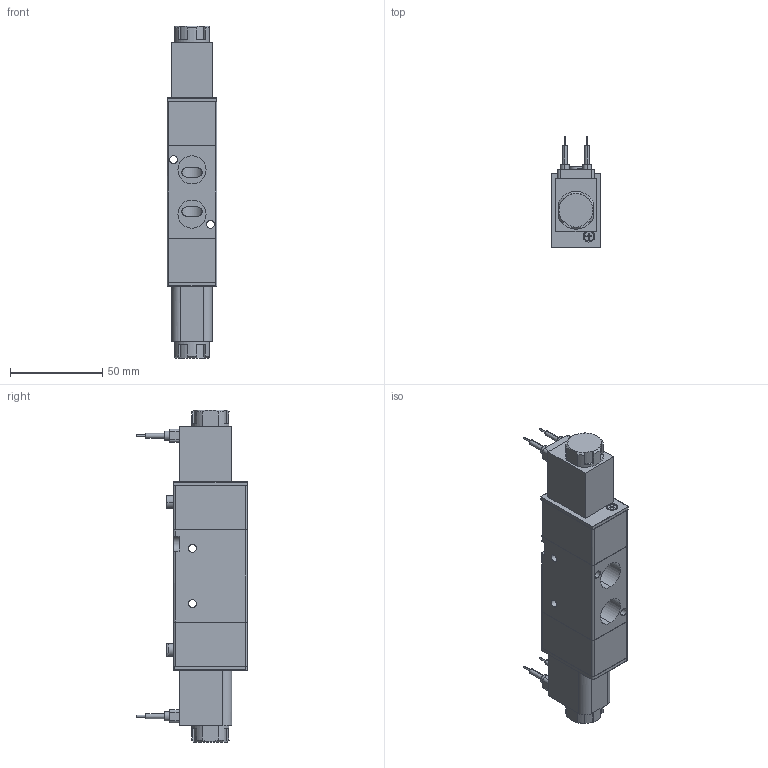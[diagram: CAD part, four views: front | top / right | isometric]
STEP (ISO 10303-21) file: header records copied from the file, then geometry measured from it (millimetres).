
FILE_DESCRIPTION (( 'STEP AP203' ), '1' );
FILE_NAME ('3V320-10-G.STEP', '2016-07-08T18:48:07', ( '' ), ( '' ), 'SwSTEP 2.0', 'SolidWorks 2016', '' );
FILE_SCHEMA (( 'CONFIG_CONTROL_DESIGN' ));
Length unit declared in the file: inch
Products named in the file (3): 3V320-10-W-G-+-+--ｲ-ｯ-+; cross recessed countersunk head screws gb1_GB_CROSS_SCREWS_TYPE4 M3X30-28.35  H type-N; 3V320-10-G
Assembly tree (4 placements, depth 2):
  3V320-10-G
    3V320-10-W-G-+-+--ｲ-ｯ-+
    cross recessed countersunk head screws gb1_GB_CROSS_SCREWS_TYPE4 M3X30-28.35  H type-N  x3
Bounding box: 27 x 60 x 180 mm (x, y, z)
Volume: 139744.2 mm3; surface area: 31292.8 mm2
Topology: 4 solids, 4 shells, 359 faces, 935 edges, 606 vertices
Faces by surface type: plane 210, cylinder 117, cone 32
Entity records: 10265 total; most frequent: CARTESIAN_POINT 2163, DIRECTION 1648, ORIENTED_EDGE 1610, EDGE_CURVE 805, AXIS2_PLACEMENT_3D 585, VERTEX_POINT 526, VECTOR 478, LINE 478
